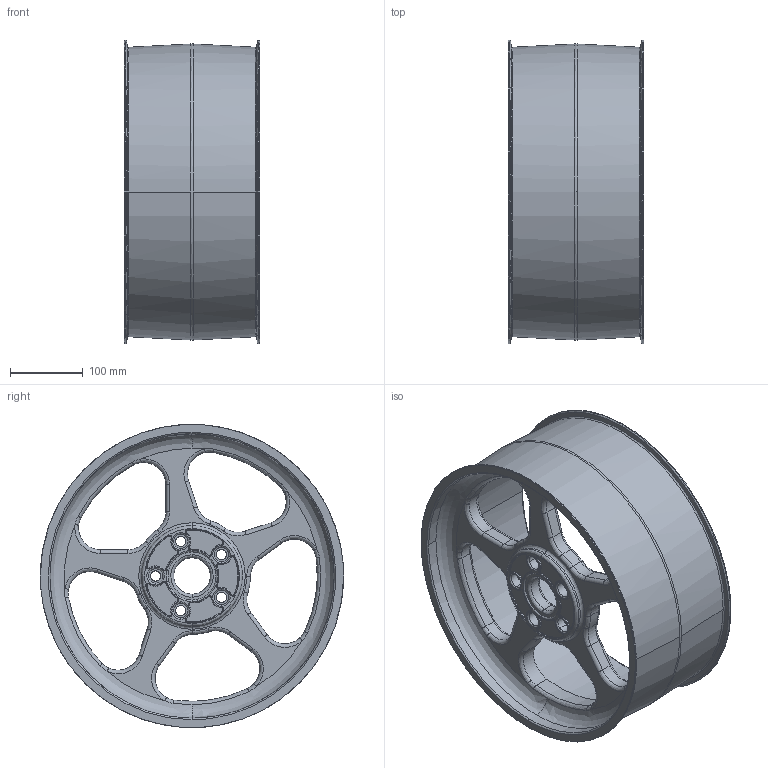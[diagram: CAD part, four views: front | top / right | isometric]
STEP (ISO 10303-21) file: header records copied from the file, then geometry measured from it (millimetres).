
FILE_DESCRIPTION (( 'STEP AP203' ), '1' );
FILE_NAME ('Solidworks_Ring_Holder.STEP', '2025-09-15T21:55:50', ( '' ), ( '' ), 'SwSTEP 2.0', 'SolidWorks 2023', '' );
FILE_SCHEMA (( 'CONFIG_CONTROL_DESIGN' ));
Length unit declared in the file: millimetre
Products named in the file (1): Solidworks_Ring_Holder
Bounding box: 185.4 x 416.13 x 416.13 mm (x, y, z)
Volume: 3143234.3 mm3; surface area: 660456.4 mm2
Topology: 1 solids, 1 shells, 315 faces, 795 edges, 488 vertices
Faces by surface type: bspline 315
Entity records: 13375 total; most frequent: CARTESIAN_POINT 9151, ORIENTED_EDGE 1590, EDGE_CURVE 795, VERTEX_POINT 488, EDGE_LOOP 343, ADVANCED_FACE 315, FACE_OUTER_BOUND 315, B_SPLINE_CURVE_WITH_KNOTS 228
